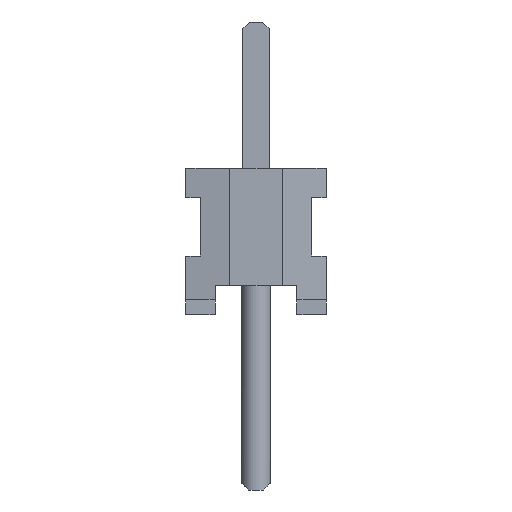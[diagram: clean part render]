
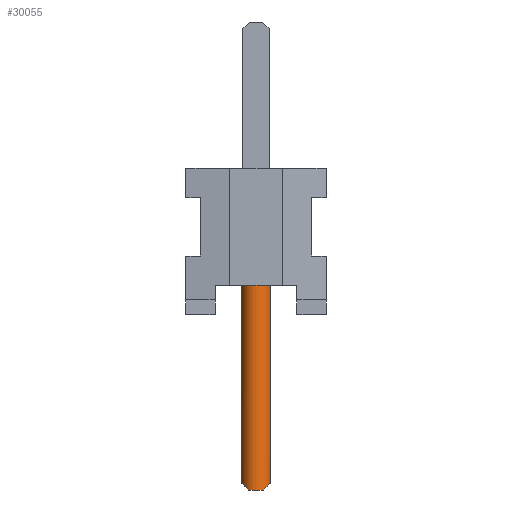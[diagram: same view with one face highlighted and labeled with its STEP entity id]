
A CAD part, left-side view. The second image highlights one B-rep face of the part: STEP entity #30055.
In plain terms, the highlighted cylindrical face has radius 0.254 mm (diameter 0.508 mm), a full revolution.
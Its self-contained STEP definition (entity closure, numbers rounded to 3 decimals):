
#28485 = EDGE_CURVE('',#28486,#28488,#28490,.T.);
#28486 = VERTEX_POINT('',#28487);
#28487 = CARTESIAN_POINT('',(-14.224,0.,1.27));
#28488 = VERTEX_POINT('',#28489);
#28489 = CARTESIAN_POINT('',(-13.75,0.127,1.27));
#28490 = CIRCLE('',#28491,0.254);
#28491 = AXIS2_PLACEMENT_3D('',#28492,#28493,#28494);
#28492 = CARTESIAN_POINT('',(-13.97,0.,1.27));
#28493 = DIRECTION('',(0.,0.,1.));
#28494 = DIRECTION('',(1.,0.,0.));
#28496 = EDGE_CURVE('',#28488,#28486,#28497,.T.);
#28497 = CIRCLE('',#28498,0.254);
#28498 = AXIS2_PLACEMENT_3D('',#28499,#28500,#28501);
#28499 = CARTESIAN_POINT('',(-13.97,0.,1.27));
#28500 = DIRECTION('',(0.,0.,1.));
#28501 = DIRECTION('',(1.,0.,0.));
#30055 = ADVANCED_FACE('',(#30056),#30102,.T.);
#30056 = FACE_BOUND('',#30057,.T.);
#30057 = EDGE_LOOP('',(#30058,#30059,#30066,#30075,#30084,#30093,#30100,
    #30101));
#30058 = ORIENTED_EDGE('',*,*,#28496,.F.);
#30059 = ORIENTED_EDGE('',*,*,#30060,.T.);
#30060 = EDGE_CURVE('',#28488,#30061,#30063,.T.);
#30061 = VERTEX_POINT('',#30062);
#30062 = CARTESIAN_POINT('',(-13.75,0.127,-3.048));
#30063 = B_SPLINE_CURVE_WITH_KNOTS('',1,(#30064,#30065),.UNSPECIFIED.,
  .F.,.F.,(2,2),(0.,4.318),.PIECEWISE_BEZIER_KNOTS.);
#30064 = CARTESIAN_POINT('',(-13.75,0.127,1.27));
#30065 = CARTESIAN_POINT('',(-13.75,0.127,-3.048));
#30066 = ORIENTED_EDGE('',*,*,#30067,.T.);
#30067 = EDGE_CURVE('',#30061,#30068,#30070,.T.);
#30068 = VERTEX_POINT('',#30069);
#30069 = CARTESIAN_POINT('',(-14.19,0.127,-3.048));
#30070 = ELLIPSE('',#30071,0.359,0.254);
#30071 = AXIS2_PLACEMENT_3D('',#30072,#30073,#30074);
#30072 = CARTESIAN_POINT('',(-13.97,0.,-3.175));
#30073 = DIRECTION('',(0.,-0.707,0.707));
#30074 = DIRECTION('',(0.,-0.707,-0.707));
#30075 = ORIENTED_EDGE('',*,*,#30076,.T.);
#30076 = EDGE_CURVE('',#30068,#30077,#30079,.T.);
#30077 = VERTEX_POINT('',#30078);
#30078 = CARTESIAN_POINT('',(-14.19,-0.127,-3.048));
#30079 = CIRCLE('',#30080,0.254);
#30080 = AXIS2_PLACEMENT_3D('',#30081,#30082,#30083);
#30081 = CARTESIAN_POINT('',(-13.97,0.,-3.048));
#30082 = DIRECTION('',(0.,0.,1.));
#30083 = DIRECTION('',(0.,-1.,0.));
#30084 = ORIENTED_EDGE('',*,*,#30085,.T.);
#30085 = EDGE_CURVE('',#30077,#30086,#30088,.T.);
#30086 = VERTEX_POINT('',#30087);
#30087 = CARTESIAN_POINT('',(-13.75,-0.127,-3.048));
#30088 = ELLIPSE('',#30089,0.359,0.254);
#30089 = AXIS2_PLACEMENT_3D('',#30090,#30091,#30092);
#30090 = CARTESIAN_POINT('',(-13.97,0.,-3.175));
#30091 = DIRECTION('',(0.,0.707,0.707));
#30092 = DIRECTION('',(0.,0.707,-0.707));
#30093 = ORIENTED_EDGE('',*,*,#30094,.T.);
#30094 = EDGE_CURVE('',#30086,#30061,#30095,.T.);
#30095 = CIRCLE('',#30096,0.254);
#30096 = AXIS2_PLACEMENT_3D('',#30097,#30098,#30099);
#30097 = CARTESIAN_POINT('',(-13.97,0.,-3.048));
#30098 = DIRECTION('',(0.,0.,1.));
#30099 = DIRECTION('',(0.,-1.,0.));
#30100 = ORIENTED_EDGE('',*,*,#30060,.F.);
#30101 = ORIENTED_EDGE('',*,*,#28485,.F.);
#30102 = CYLINDRICAL_SURFACE('',#30103,0.254);
#30103 = AXIS2_PLACEMENT_3D('',#30104,#30105,#30106);
#30104 = CARTESIAN_POINT('',(-13.97,0.,1.27));
#30105 = DIRECTION('',(0.,0.,-1.));
#30106 = DIRECTION('',(0.,1.,0.));
